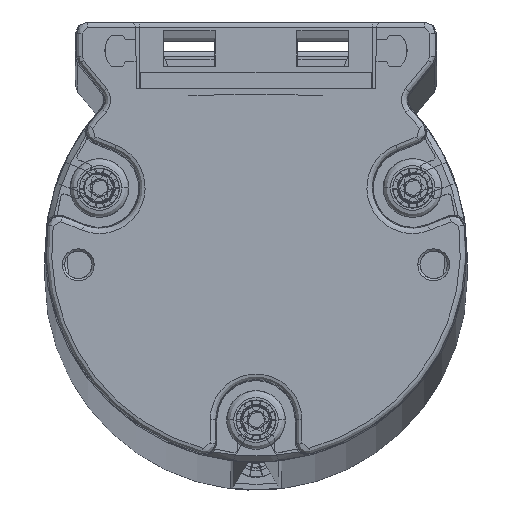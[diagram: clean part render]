
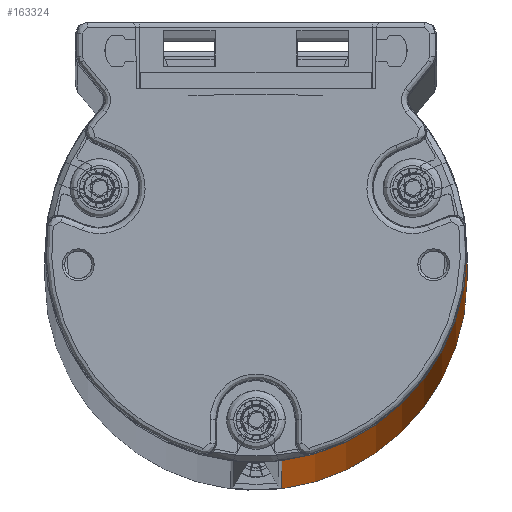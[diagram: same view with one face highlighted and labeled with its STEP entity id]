
A CAD part, top view. The second image highlights one B-rep face of the part: STEP entity #163324.
In plain terms, the highlighted cylindrical face has radius 19 mm (diameter 38 mm), a partial arc.
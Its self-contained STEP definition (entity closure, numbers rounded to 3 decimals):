
#46694=CARTESIAN_POINT('',(0.,0.,-1440.25));
#46695=DIRECTION('',(0.,0.,1.));
#46696=DIRECTION('',(0.122,-0.992,0.));
#46697=AXIS2_PLACEMENT_3D('',#46694,#46695,#46696);
#46699=DIRECTION('',(0.,0.,-1.));
#46700=VECTOR('',#46699,1440.25);
#46701=CARTESIAN_POINT('',(2.323,-18.857,
0.));
#46702=LINE('',#46701,#46700);
#46703=CARTESIAN_POINT('',(0.,0.,0.));
#46704=DIRECTION('',(0.,0.,-1.));
#46705=DIRECTION('',(0.951,0.308,0.));
#46706=AXIS2_PLACEMENT_3D('',#46703,#46704,#46705);
#46708=DIRECTION('',(0.,0.,1.));
#46709=VECTOR('',#46708,1440.25);
#46710=CARTESIAN_POINT('',(18.075,5.857,-1440.25));
#46711=LINE('',#46710,#46709);
#134204=CARTESIAN_POINT('',(18.075,5.857,
0.));
#134205=CARTESIAN_POINT('',(2.323,-18.857,
0.));
#134206=VERTEX_POINT('',#134204);
#134207=VERTEX_POINT('',#134205);
#134777=CARTESIAN_POINT('',(2.323,-18.857,-1440.25));
#134778=CARTESIAN_POINT('',(18.075,5.857,-1440.25));
#134779=VERTEX_POINT('',#134777);
#134780=VERTEX_POINT('',#134778);
#163312=CARTESIAN_POINT('',(0.,0.,0.));
#163313=DIRECTION('',(0.,0.,1.));
#163314=DIRECTION('',(1.,0.,0.));
#163315=AXIS2_PLACEMENT_3D('',#163312,#163313,#163314);
#163316=CYLINDRICAL_SURFACE('',#163315,19.);
#163317=ORIENTED_EDGE('',*,*,#143295,.F.);
#163319=ORIENTED_EDGE('',*,*,#163318,.F.);
#163320=ORIENTED_EDGE('',*,*,#142746,.F.);
#163321=ORIENTED_EDGE('',*,*,#163305,.F.);
#163322=EDGE_LOOP('',(#163317,#163319,#163320,#163321));
#163323=FACE_OUTER_BOUND('',#163322,.F.);
#163324=ADVANCED_FACE('',(#163323),#163316,.T.);
#46698=CIRCLE('',#46697,19.);
#46707=CIRCLE('',#46706,19.);
#142746=EDGE_CURVE('',#134206,#134207,#46707,.T.);
#143295=EDGE_CURVE('',#134779,#134780,#46698,.T.);
#163305=EDGE_CURVE('',#134780,#134206,#46711,.T.);
#163318=EDGE_CURVE('',#134207,#134779,#46702,.T.);
